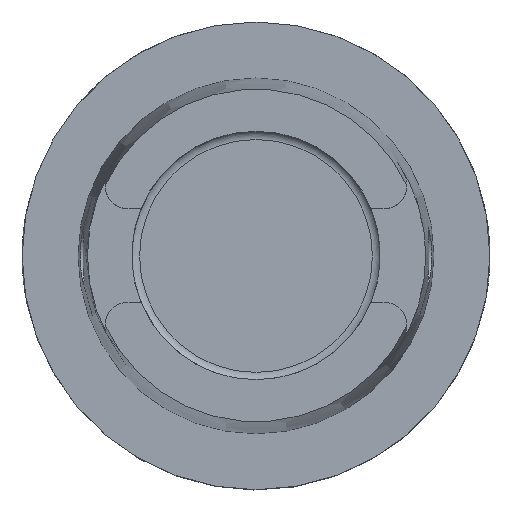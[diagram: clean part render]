
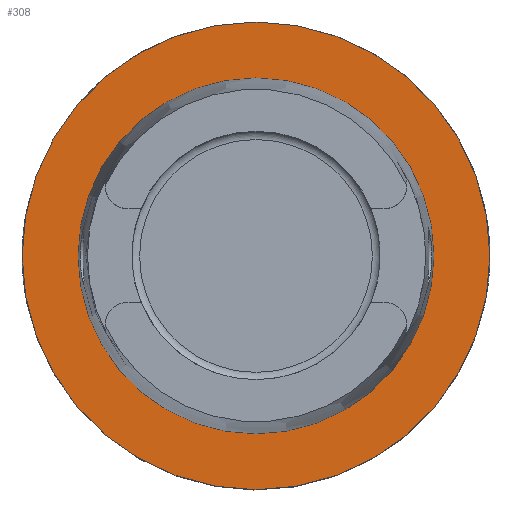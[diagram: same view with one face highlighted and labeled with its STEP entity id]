
A CAD part, top view. The second image highlights one B-rep face of the part: STEP entity #308.
In plain terms, the highlighted planar face has unit normal (0, 0, 1).
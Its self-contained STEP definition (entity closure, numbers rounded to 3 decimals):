
#269=FACE_BOUND('',#466,.T.);
#270=FACE_BOUND('',#467,.T.);
#308=ADVANCED_FACE('',(#269,#270),#360,.F.);
#360=PLANE('',#1256);
#466=EDGE_LOOP('',(#627));
#467=EDGE_LOOP('',(#628));
#627=ORIENTED_EDGE('',*,*,#1008,.F.);
#628=ORIENTED_EDGE('',*,*,#1007,.T.);
#878=VERTEX_POINT('',#1938);
#879=VERTEX_POINT('',#1941);
#1007=EDGE_CURVE('',#878,#878,#1137,.T.);
#1008=EDGE_CURVE('',#879,#879,#1138,.T.);
#1137=CIRCLE('',#1253,38.008);
#1138=CIRCLE('',#1255,49.965);
#1253=AXIS2_PLACEMENT_3D('',#1937,#1454,#1455);
#1255=AXIS2_PLACEMENT_3D('',#1940,#1458,#1459);
#1256=AXIS2_PLACEMENT_3D('',#1942,#1460,#1461);
#1454=DIRECTION('',(0.,0.,-1.));
#1455=DIRECTION('',(1.,0.,0.));
#1458=DIRECTION('',(0.,0.,-1.));
#1459=DIRECTION('',(1.,0.,0.));
#1460=DIRECTION('',(0.,0.,-1.));
#1461=DIRECTION('',(1.,0.,0.));
#1937=CARTESIAN_POINT('',(0.,0.,0.));
#1938=CARTESIAN_POINT('',(38.008,0.,0.));
#1940=CARTESIAN_POINT('',(0.,0.,0.));
#1941=CARTESIAN_POINT('',(49.965,0.,0.));
#1942=CARTESIAN_POINT('',(0.,-39.062,0.));
